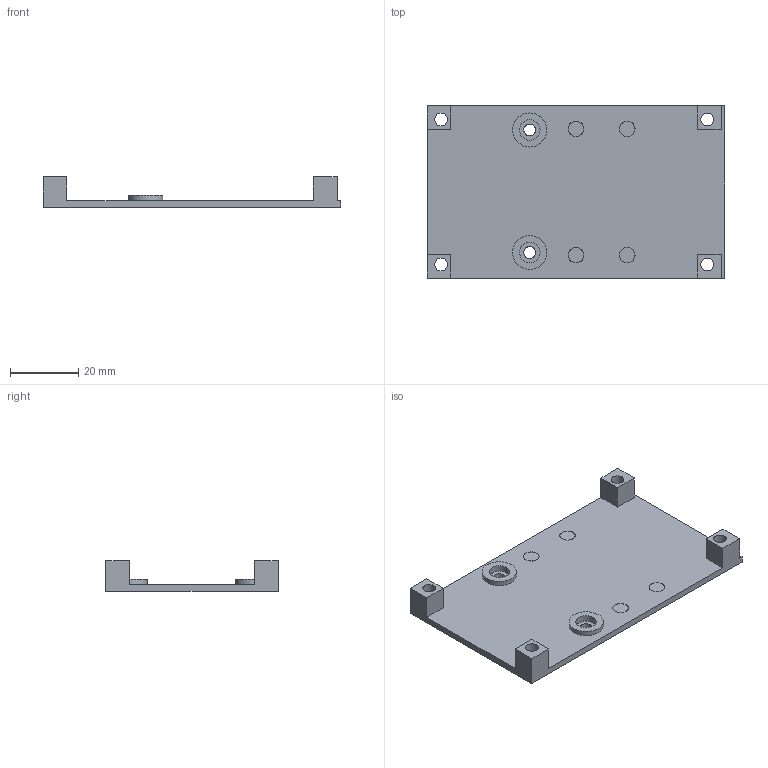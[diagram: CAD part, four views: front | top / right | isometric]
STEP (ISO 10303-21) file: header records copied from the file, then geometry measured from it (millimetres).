
FILE_DESCRIPTION(('FreeCAD Model'),'2;1');
FILE_NAME('Open CASCADE Shape Model','2024-03-06T14:45:08',(''),(''), 'Open CASCADE STEP processor 7.6','FreeCAD','Unknown');
FILE_SCHEMA(('AUTOMOTIVE_DESIGN { 1 0 10303 214 1 1 1 1 }'));
Length unit declared in the file: millimetre
Products named in the file (1): tt_base_centered
Bounding box: 87.1 x 50.5 x 9 mm (x, y, z)
Volume: 9732 mm3; surface area: 10590 mm2
Topology: 1 solids, 1 shells, 58 faces, 129 edges, 93 vertices
Faces by surface type: plane 44, cylinder 10, cone 4
Full cylindrical faces by diameter (mm): 3.5 x2, 3.75 x4, 6 x2, 10 x2
Entity records: 1701 total; most frequent: DIRECTION 301, CARTESIAN_POINT 285, ORIENTED_EDGE 258, EDGE_CURVE 129, AXIS2_PLACEMENT_3D 117, VERTEX_POINT 93, FACE_BOUND 90, EDGE_LOOP 90
